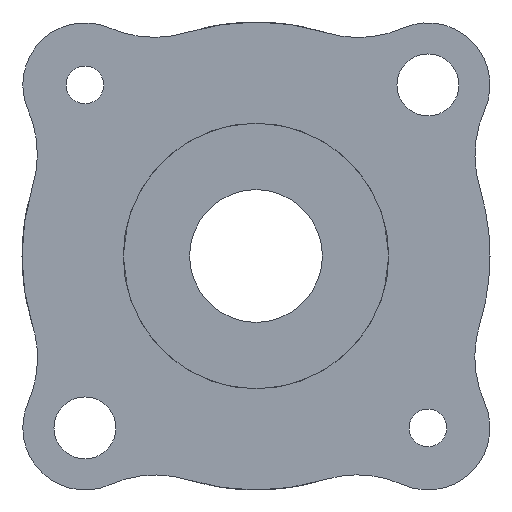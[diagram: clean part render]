
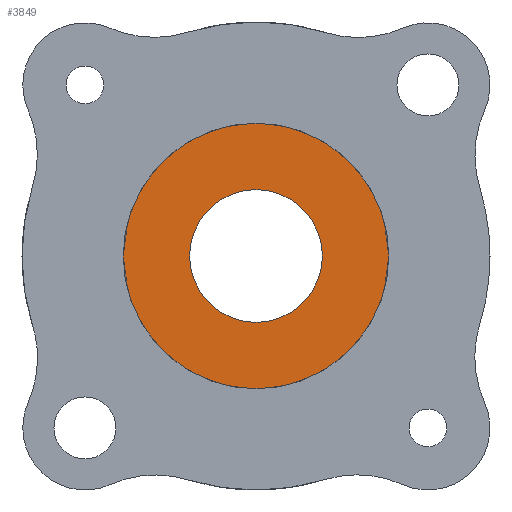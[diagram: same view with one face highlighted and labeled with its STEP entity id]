
A CAD part, front view. The second image highlights one B-rep face of the part: STEP entity #3849.
In plain terms, the highlighted planar face has unit normal (0, -1, 0).
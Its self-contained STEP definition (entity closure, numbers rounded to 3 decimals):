
#48 = AXIS2_PLACEMENT_3D ( 'NONE', #1031, #5057, #4960 ) ;
#51 = AXIS2_PLACEMENT_3D ( 'NONE', #1536, #2764, #1192 ) ;
#72 = DIRECTION ( 'NONE',  ( 1., 0., 0. ) ) ;
#85 = VERTEX_POINT ( 'NONE', #2357 ) ;
#211 = AXIS2_PLACEMENT_3D ( 'NONE', #3805, #2212, #4651 ) ;
#252 = ORIENTED_EDGE ( 'NONE', *, *, #3679, .T. ) ;
#280 = DIRECTION ( 'NONE',  ( 0., -1., 0. ) ) ;
#323 = CIRCLE ( 'NONE', #1681, 12. ) ;
#559 = VERTEX_POINT ( 'NONE', #3274 ) ;
#585 = CIRCLE ( 'NONE', #4782, 6. ) ;
#593 = CARTESIAN_POINT ( 'NONE',  ( 6., 23.342, 0. ) ) ;
#811 = EDGE_LOOP ( 'NONE', ( #1308, #1846 ) ) ;
#990 = DIRECTION ( 'NONE',  ( 0., -1., 0. ) ) ;
#1022 = VERTEX_POINT ( 'NONE', #1956 ) ;
#1027 = CARTESIAN_POINT ( 'NONE',  ( 0., 23.342, 0. ) ) ;
#1031 = CARTESIAN_POINT ( 'NONE',  ( 0., 23.342, 0. ) ) ;
#1192 = DIRECTION ( 'NONE',  ( -1., 0., 0. ) ) ;
#1271 = EDGE_CURVE ( 'NONE', #4572, #559, #5015, .T. ) ;
#1284 = CARTESIAN_POINT ( 'NONE',  ( 0., 23.342, 0. ) ) ;
#1308 = ORIENTED_EDGE ( 'NONE', *, *, #4264, .F. ) ;
#1387 = CARTESIAN_POINT ( 'NONE',  ( 0., 23.342, 0. ) ) ;
#1536 = CARTESIAN_POINT ( 'NONE',  ( 0., 23.342, 0. ) ) ;
#1681 = AXIS2_PLACEMENT_3D ( 'NONE', #1027, #3440, #4616 ) ;
#1720 = EDGE_CURVE ( 'NONE', #1022, #3288, #4521, .T. ) ;
#1783 = PLANE ( 'NONE',  #4256 ) ;
#1846 = ORIENTED_EDGE ( 'NONE', *, *, #2869, .F. ) ;
#1892 = DIRECTION ( 'NONE',  ( -1., 0., 0. ) ) ;
#1942 = VERTEX_POINT ( 'NONE', #3096 ) ;
#1956 = CARTESIAN_POINT ( 'NONE',  ( 12., 23.342, 0. ) ) ;
#2164 = CIRCLE ( 'NONE', #211, 12. ) ;
#2212 = DIRECTION ( 'NONE',  ( 0., -1., 0. ) ) ;
#2323 = ORIENTED_EDGE ( 'NONE', *, *, #5078, .T. ) ;
#2326 = CIRCLE ( 'NONE', #51, 12. ) ;
#2329 = EDGE_CURVE ( 'NONE', #3288, #85, #4201, .T. ) ;
#2357 = CARTESIAN_POINT ( 'NONE',  ( -8.485, 23.342, 8.485 ) ) ;
#2380 = ORIENTED_EDGE ( 'NONE', *, *, #4998, .T. ) ;
#2532 = ORIENTED_EDGE ( 'NONE', *, *, #2329, .T. ) ;
#2587 = FACE_OUTER_BOUND ( 'NONE', #3834, .T. ) ;
#2764 = DIRECTION ( 'NONE',  ( 0., -1., 0. ) ) ;
#2869 = EDGE_CURVE ( 'NONE', #3258, #4319, #585, .T. ) ;
#2931 = FACE_BOUND ( 'NONE', #811, .T. ) ;
#2937 = AXIS2_PLACEMENT_3D ( 'NONE', #4409, #3686, #3657 ) ;
#2964 = ORIENTED_EDGE ( 'NONE', *, *, #1720, .T. ) ;
#3096 = CARTESIAN_POINT ( 'NONE',  ( 8.485, 23.342, -8.485 ) ) ;
#3258 = VERTEX_POINT ( 'NONE', #4694 ) ;
#3274 = CARTESIAN_POINT ( 'NONE',  ( -8.485, 23.342, -8.485 ) ) ;
#3288 = VERTEX_POINT ( 'NONE', #3475 ) ;
#3365 = AXIS2_PLACEMENT_3D ( 'NONE', #4897, #4066, #4375 ) ;
#3420 = CIRCLE ( 'NONE', #48, 6. ) ;
#3440 = DIRECTION ( 'NONE',  ( 0., -1., 0. ) ) ;
#3475 = CARTESIAN_POINT ( 'NONE',  ( 8.485, 23.342, 8.485 ) ) ;
#3509 = CARTESIAN_POINT ( 'NONE',  ( -12., 23.342, 0. ) ) ;
#3657 = DIRECTION ( 'NONE',  ( 1., 0., 0. ) ) ;
#3679 = EDGE_CURVE ( 'NONE', #1942, #1022, #323, .T. ) ;
#3686 = DIRECTION ( 'NONE',  ( 0., -1., 0. ) ) ;
#3699 = DIRECTION ( 'NONE',  ( 0., -1., 0. ) ) ;
#3805 = CARTESIAN_POINT ( 'NONE',  ( 0., 23.342, 0. ) ) ;
#3834 = EDGE_LOOP ( 'NONE', ( #2380, #252, #2964, #2532, #2323, #4045 ) ) ;
#3849 = ADVANCED_FACE ( 'NONE', ( #2931, #2587 ), #1783, .T. ) ;
#3903 = CARTESIAN_POINT ( 'NONE',  ( 0., 23.342, 0. ) ) ;
#4017 = AXIS2_PLACEMENT_3D ( 'NONE', #3903, #280, #1892 ) ;
#4045 = ORIENTED_EDGE ( 'NONE', *, *, #1271, .T. ) ;
#4066 = DIRECTION ( 'NONE',  ( 0., -1., 0. ) ) ;
#4201 = CIRCLE ( 'NONE', #3365, 12. ) ;
#4256 = AXIS2_PLACEMENT_3D ( 'NONE', #1387, #990, #4990 ) ;
#4264 = EDGE_CURVE ( 'NONE', #4319, #3258, #3420, .T. ) ;
#4319 = VERTEX_POINT ( 'NONE', #593 ) ;
#4375 = DIRECTION ( 'NONE',  ( 0., 0., 1. ) ) ;
#4409 = CARTESIAN_POINT ( 'NONE',  ( 0., 23.342, 0. ) ) ;
#4521 = CIRCLE ( 'NONE', #2937, 12. ) ;
#4572 = VERTEX_POINT ( 'NONE', #3509 ) ;
#4616 = DIRECTION ( 'NONE',  ( 1., 0., 0. ) ) ;
#4651 = DIRECTION ( 'NONE',  ( 0., 0., -1. ) ) ;
#4694 = CARTESIAN_POINT ( 'NONE',  ( -6., 23.342, 0. ) ) ;
#4782 = AXIS2_PLACEMENT_3D ( 'NONE', #1284, #3699, #72 ) ;
#4897 = CARTESIAN_POINT ( 'NONE',  ( 0., 23.342, 0. ) ) ;
#4960 = DIRECTION ( 'NONE',  ( 1., 0., 0. ) ) ;
#4990 = DIRECTION ( 'NONE',  ( 1., 0., 0. ) ) ;
#4998 = EDGE_CURVE ( 'NONE', #559, #1942, #2164, .T. ) ;
#5015 = CIRCLE ( 'NONE', #4017, 12. ) ;
#5057 = DIRECTION ( 'NONE',  ( 0., -1., 0. ) ) ;
#5078 = EDGE_CURVE ( 'NONE', #85, #4572, #2326, .T. ) ;
